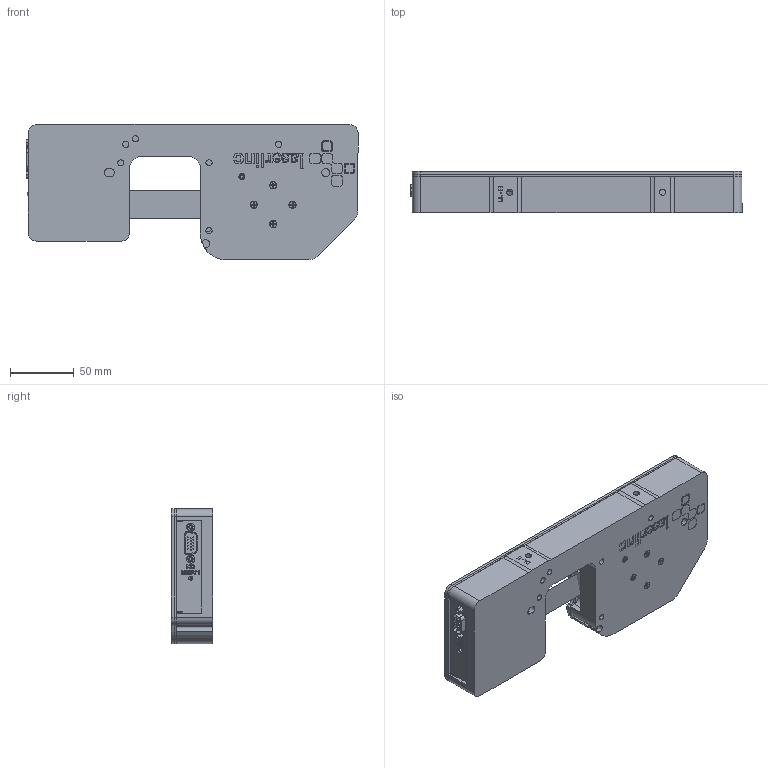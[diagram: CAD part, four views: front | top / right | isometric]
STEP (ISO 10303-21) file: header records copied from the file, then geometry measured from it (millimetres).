
FILE_DESCRIPTION (( 'STEP AP203' ), '1' );
FILE_NAME ('00122-01 TLAser122.STEP', '2013-01-24T14:13:59', ( 'Mark' ), ( '' ), 'SwSTEP 2.0', 'SolidWorks 2013', '' );
FILE_SCHEMA (( 'CONFIG_CONTROL_DESIGN' ));
Length unit declared in the file: inch
Products named in the file (1): 00122-01 TLAser122
Bounding box: 261 x 32.45 x 106.68 mm (x, y, z)
Surface area: 135683 mm2 (no closed solid volume)
Topology: 0 solids, 91 shells, 774 faces, 3340 edges, 2614 vertices
Faces by surface type: plane 454, cylinder 158, cone 157, sphere 2, torus 2, bspline 1
Entity records: 37581 total; most frequent: CARTESIAN_POINT 11092, DIRECTION 5156, ORIENTED_EDGE 4941, EDGE_CURVE 3314, VERTEX_POINT 2614, LINE 1838, VECTOR 1838, AXIS2_PLACEMENT_3D 1659
